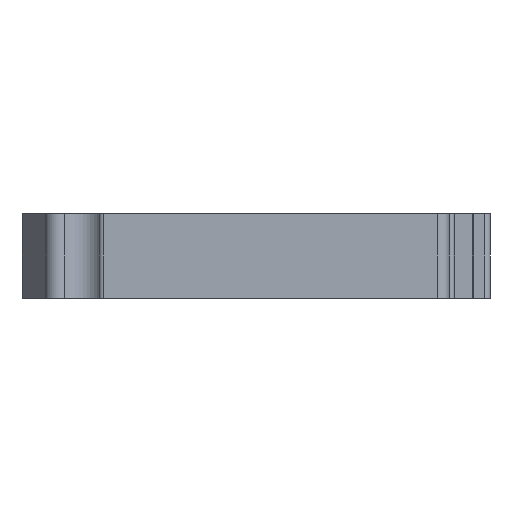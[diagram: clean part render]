
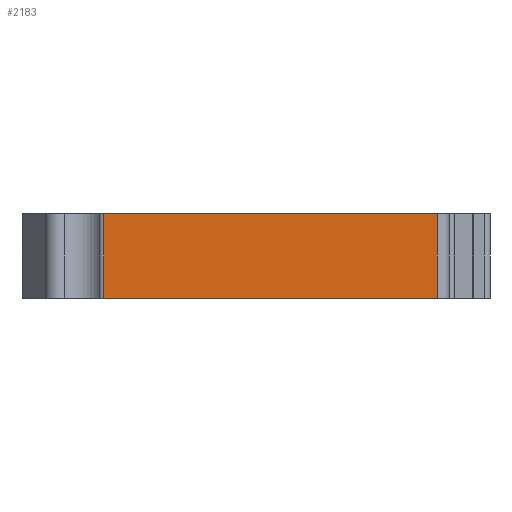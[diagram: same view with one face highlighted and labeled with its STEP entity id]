
A CAD part, left-side view. The second image highlights one B-rep face of the part: STEP entity #2183.
In plain terms, the highlighted planar face has unit normal (-1, 0, 0).
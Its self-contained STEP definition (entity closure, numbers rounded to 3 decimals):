
#58=DIRECTION('',(0.,-1.,0.));
#59=VECTOR('',#58,28.454);
#60=CARTESIAN_POINT('',(1210.304,28.26,0.));
#61=LINE('',#60,#59);
#781=DIRECTION('',(0.,-1.,0.));
#782=VECTOR('',#781,28.454);
#783=CARTESIAN_POINT('',(1210.304,28.26,7.2));
#784=LINE('',#783,#782);
#885=DIRECTION('',(0.,0.,1.));
#886=VECTOR('',#885,7.2);
#887=CARTESIAN_POINT('',(1210.304,28.26,0.));
#888=LINE('',#887,#886);
#889=DIRECTION('',(0.,0.,1.));
#890=VECTOR('',#889,7.2);
#891=CARTESIAN_POINT('',(1210.304,-0.193,0.));
#892=LINE('',#891,#890);
#1273=CARTESIAN_POINT('',(1210.304,28.26,0.));
#1274=VERTEX_POINT('',#1273);
#1275=CARTESIAN_POINT('',(1210.304,-0.193,0.));
#1276=VERTEX_POINT('',#1275);
#1365=CARTESIAN_POINT('',(1210.304,28.26,7.2));
#1366=VERTEX_POINT('',#1365);
#1367=CARTESIAN_POINT('',(1210.304,-0.193,7.2));
#1368=VERTEX_POINT('',#1367);
#2171=CARTESIAN_POINT('',(1210.304,28.26,0.));
#2172=DIRECTION('',(-1.,0.,0.));
#2173=DIRECTION('',(0.,-1.,0.));
#2174=AXIS2_PLACEMENT_3D('',#2171,#2172,#2173);
#2175=PLANE('',#2174);
#2176=ORIENTED_EDGE('',*,*,#1594,.F.);
#2177=ORIENTED_EDGE('',*,*,#2166,.T.);
#2178=ORIENTED_EDGE('',*,*,#1977,.T.);
#2180=ORIENTED_EDGE('',*,*,#2179,.F.);
#2181=EDGE_LOOP('',(#2176,#2177,#2178,#2180));
#2182=FACE_OUTER_BOUND('',#2181,.F.);
#1594=EDGE_CURVE('',#1274,#1276,#61,.T.);
#1977=EDGE_CURVE('',#1366,#1368,#784,.T.);
#2166=EDGE_CURVE('',#1274,#1366,#888,.T.);
#2179=EDGE_CURVE('',#1276,#1368,#892,.T.);
#2183=ADVANCED_FACE('',(#2182),#2175,.T.);
